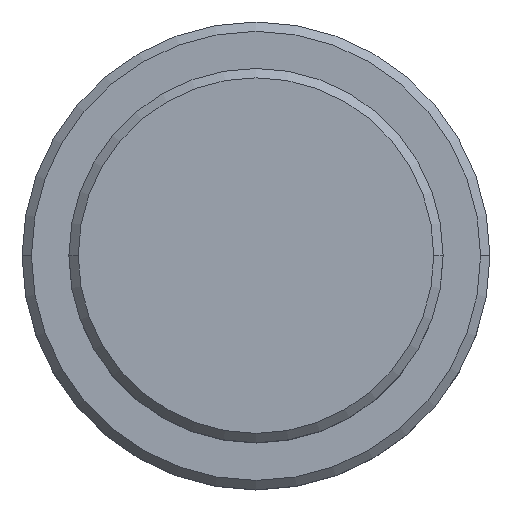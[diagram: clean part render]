
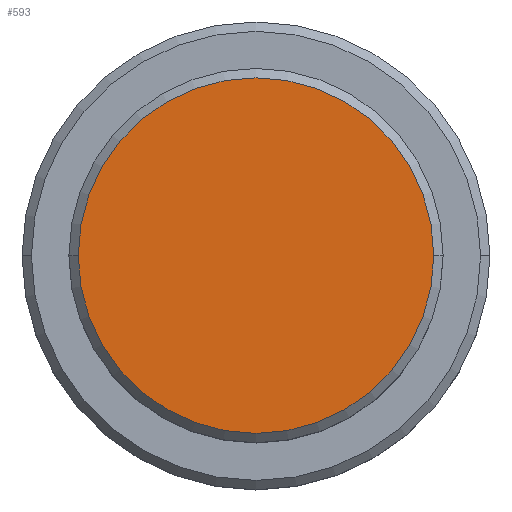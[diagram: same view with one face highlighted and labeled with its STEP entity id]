
A CAD part, top view. The second image highlights one B-rep face of the part: STEP entity #593.
In plain terms, the highlighted planar face has unit normal (0, 0, 1).
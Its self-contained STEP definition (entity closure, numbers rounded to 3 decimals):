
#8 = VERTEX_POINT ( 'NONE', #579 ) ;
#56 = ORIENTED_EDGE ( 'NONE', *, *, #1140, .T. ) ;
#136 = CIRCLE ( 'NONE', #586, 9.5 ) ;
#159 = PLANE ( 'NONE',  #1245 ) ;
#283 = DIRECTION ( 'NONE',  ( 1., 0., 0. ) ) ;
#428 = DIRECTION ( 'NONE',  ( 1., 0., 0. ) ) ;
#449 = DIRECTION ( 'NONE',  ( 0., 0., 1. ) ) ;
#452 = EDGE_LOOP ( 'NONE', ( #1171, #56 ) ) ;
#485 = DIRECTION ( 'NONE',  ( 0., 0., 1. ) ) ;
#546 = EDGE_CURVE ( 'NONE', #8, #801, #1150, .T. ) ;
#579 = CARTESIAN_POINT ( 'NONE',  ( -9.5, 0., 0. ) ) ;
#586 = AXIS2_PLACEMENT_3D ( 'NONE', #1260, #722, #283 ) ;
#593 = ADVANCED_FACE ( 'NONE', ( #1012 ), #159, .T. ) ;
#697 = CARTESIAN_POINT ( 'NONE',  ( 0., 0., 0. ) ) ;
#722 = DIRECTION ( 'NONE',  ( 0., 0., 1. ) ) ;
#801 = VERTEX_POINT ( 'NONE', #925 ) ;
#925 = CARTESIAN_POINT ( 'NONE',  ( 9.5, 0., 0. ) ) ;
#1012 = FACE_OUTER_BOUND ( 'NONE', #452, .T. ) ;
#1124 = AXIS2_PLACEMENT_3D ( 'NONE', #1233, #449, #428 ) ;
#1140 = EDGE_CURVE ( 'NONE', #801, #8, #136, .T. ) ;
#1150 = CIRCLE ( 'NONE', #1124, 9.5 ) ;
#1171 = ORIENTED_EDGE ( 'NONE', *, *, #546, .T. ) ;
#1233 = CARTESIAN_POINT ( 'NONE',  ( 0., 0., 0. ) ) ;
#1245 = AXIS2_PLACEMENT_3D ( 'NONE', #697, #485, #1361 ) ;
#1260 = CARTESIAN_POINT ( 'NONE',  ( 0., 0., 0. ) ) ;
#1361 = DIRECTION ( 'NONE',  ( 1., 0., 0. ) ) ;
